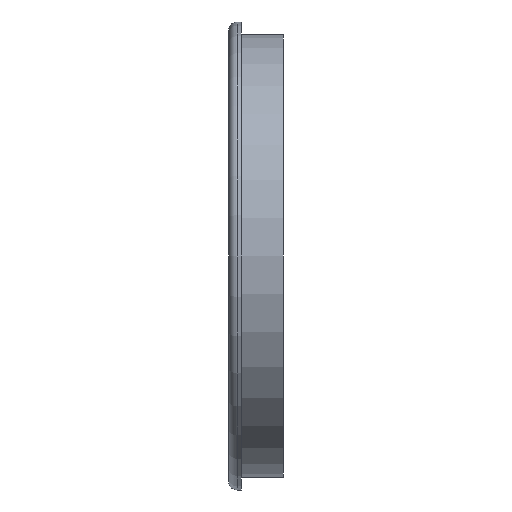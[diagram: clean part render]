
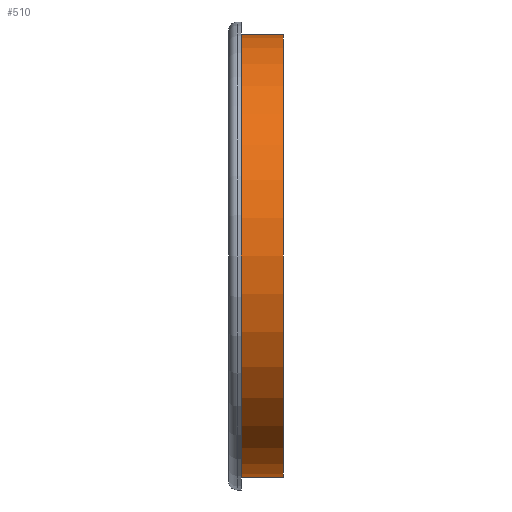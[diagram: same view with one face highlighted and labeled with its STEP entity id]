
A CAD part, left-side view. The second image highlights one B-rep face of the part: STEP entity #510.
In plain terms, the highlighted cylindrical face has radius 263 mm (diameter 526 mm), a partial arc.
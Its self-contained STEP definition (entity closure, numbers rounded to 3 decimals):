
#1 = LINE ( 'NONE', #325, #536 ) ;
#5 = LINE ( 'NONE', #177, #359 ) ;
#13 = DIRECTION ( 'NONE',  ( 0., 1., 0. ) ) ;
#46 = AXIS2_PLACEMENT_3D ( 'NONE', #275, #450, #410 ) ;
#49 = CARTESIAN_POINT ( 'NONE',  ( 0., -50., 0. ) ) ;
#55 = DIRECTION ( 'NONE',  ( 0., 1., 0. ) ) ;
#73 = AXIS2_PLACEMENT_3D ( 'NONE', #49, #55, #521 ) ;
#84 = CARTESIAN_POINT ( 'NONE',  ( 0., -50., -263. ) ) ;
#97 = ORIENTED_EDGE ( 'NONE', *, *, #445, .T. ) ;
#132 = EDGE_CURVE ( 'NONE', #284, #330, #1, .T. ) ;
#152 = EDGE_CURVE ( 'NONE', #258, #228, #5, .T. ) ;
#159 = EDGE_CURVE ( 'NONE', #228, #330, #300, .T. ) ;
#177 = CARTESIAN_POINT ( 'NONE',  ( 0., -50., -263. ) ) ;
#180 = DIRECTION ( 'NONE',  ( 0., 1., 0. ) ) ;
#185 = DIRECTION ( 'NONE',  ( 0., 0., 1. ) ) ;
#228 = VERTEX_POINT ( 'NONE', #520 ) ;
#258 = VERTEX_POINT ( 'NONE', #84 ) ;
#275 = CARTESIAN_POINT ( 'NONE',  ( 0., 0., 0. ) ) ;
#277 = EDGE_LOOP ( 'NONE', ( #490, #97, #496, #452 ) ) ;
#279 = DIRECTION ( 'NONE',  ( 0., 1., 0. ) ) ;
#284 = VERTEX_POINT ( 'NONE', #406 ) ;
#300 = CIRCLE ( 'NONE', #46, 263. ) ;
#325 = CARTESIAN_POINT ( 'NONE',  ( 0., -50., 263. ) ) ;
#327 = CARTESIAN_POINT ( 'NONE',  ( 0., 0., 263. ) ) ;
#330 = VERTEX_POINT ( 'NONE', #327 ) ;
#359 = VECTOR ( 'NONE', #279, 1000. ) ;
#363 = CYLINDRICAL_SURFACE ( 'NONE', #73, 263. ) ;
#367 = FACE_OUTER_BOUND ( 'NONE', #277, .T. ) ;
#375 = CARTESIAN_POINT ( 'NONE',  ( 0., -50., 0. ) ) ;
#406 = CARTESIAN_POINT ( 'NONE',  ( 0., -50., 263. ) ) ;
#410 = DIRECTION ( 'NONE',  ( 0., 0., 1. ) ) ;
#445 = EDGE_CURVE ( 'NONE', #258, #284, #475, .T. ) ;
#450 = DIRECTION ( 'NONE',  ( 0., 1., 0. ) ) ;
#452 = ORIENTED_EDGE ( 'NONE', *, *, #159, .F. ) ;
#475 = CIRCLE ( 'NONE', #504, 263. ) ;
#490 = ORIENTED_EDGE ( 'NONE', *, *, #152, .F. ) ;
#496 = ORIENTED_EDGE ( 'NONE', *, *, #132, .T. ) ;
#504 = AXIS2_PLACEMENT_3D ( 'NONE', #375, #13, #185 ) ;
#510 = ADVANCED_FACE ( 'NONE', ( #367 ), #363, .T. ) ;
#520 = CARTESIAN_POINT ( 'NONE',  ( 0., 0., -263. ) ) ;
#521 = DIRECTION ( 'NONE',  ( 0., 0., 1. ) ) ;
#536 = VECTOR ( 'NONE', #180, 1000. ) ;
